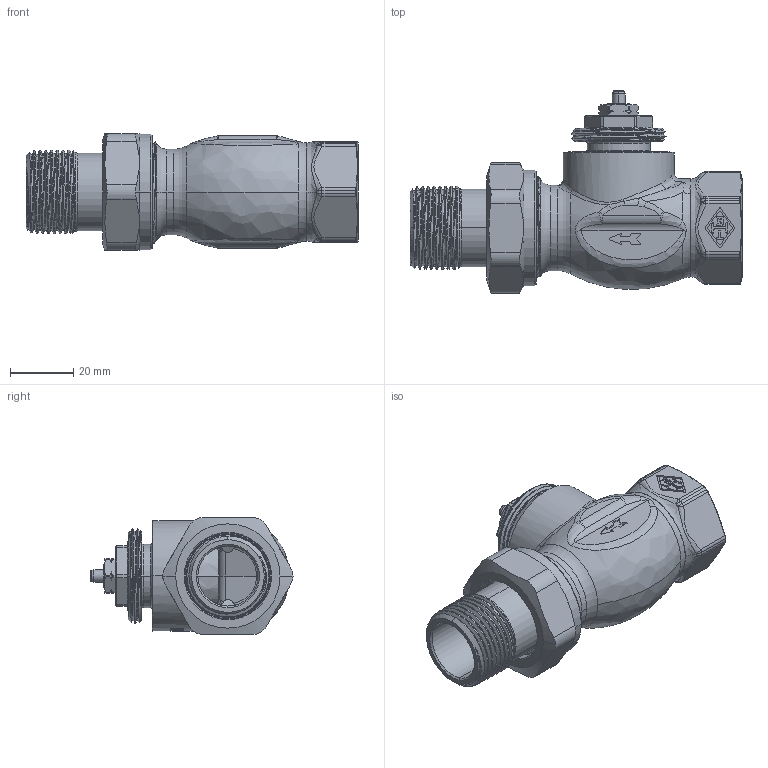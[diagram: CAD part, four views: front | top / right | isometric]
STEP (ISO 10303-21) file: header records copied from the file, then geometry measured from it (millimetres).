
FILE_DESCRIPTION((''),'2;1');
FILE_NAME('2242-13-000-GEWINDE-Z_SW0001','2016-06-01T',('marann'),(''),'PRO/ENGINEER BY PARAMETRIC TECHNOLOGY CORPORATION, 2011490','PRO/ENGINEER BY PARAMETRIC TECHNOLOGY CORPORATION, 2011490','');
FILE_SCHEMA(('CONFIG_CONTROL_DESIGN'));
Products named in the file (1): 2242-13-000-GEWINDE-Z_SW0001
Bounding box: 105 x 63.89 x 37 mm (x, y, z)
Volume: 56882.1 mm3; surface area: 33071.4 mm2
Topology: 1 solids, 2 shells, 904 faces, 2251 edges, 1386 vertices
Faces by surface type: cylinder 255, plane 232, bspline 195, cone 109, torus 81, sphere 32
Entity records: 50973 total; most frequent: CARTESIAN_POINT 31007, ORIENTED_EDGE 4494, DIRECTION 3745, EDGE_CURVE 2247, AXIS2_PLACEMENT_3D 1500, VERTEX_POINT 1386, EDGE_LOOP 949, FACE_OUTER_BOUND 904
